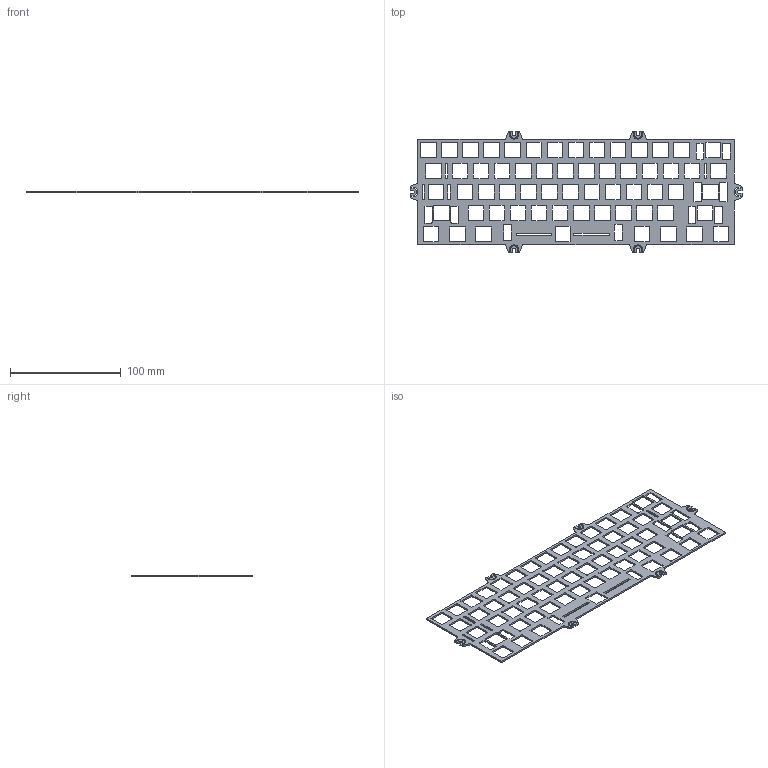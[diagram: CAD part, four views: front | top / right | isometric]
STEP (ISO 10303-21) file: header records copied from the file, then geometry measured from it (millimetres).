
FILE_DESCRIPTION(/* description */ (''),/* implementation_level */ '2;1');
FILE_NAME(/* name */ 'Element 60 Multi Mount Keyboard Plate v20.step',/* time_stamp */ '2020-10-01T16:54:43-03:00',/* author */ (''),/* organization */ (''),/* preprocessor_version */ 'ST-DEVELOPER v18.1',/* originating_system */ 'Autodesk Translation Framework v9.3.0.1241',/* authorisation */ '');
FILE_SCHEMA (('AUTOMOTIVE_DESIGN { 1 0 10303 214 3 1 1 }'));
Length unit declared in the file: millimetre
Products named in the file (1): Element 60 Multi Mount Keyboard
Bounding box: 299.75 x 109.25 x 1.5 mm (x, y, z)
Volume: 21516.2 mm3; surface area: 36352.5 mm2
Topology: 1 solids, 1 shells, 722 faces, 2160 edges, 1440 vertices
Faces by surface type: plane 380, cylinder 342
Entity records: 24847 total; most frequent: CARTESIAN_POINT 4323, ORIENTED_EDGE 4320, DIRECTION 4290, EDGE_CURVE 2160, LINE 1476, VECTOR 1476, VERTEX_POINT 1440, AXIS2_PLACEMENT_3D 1407
